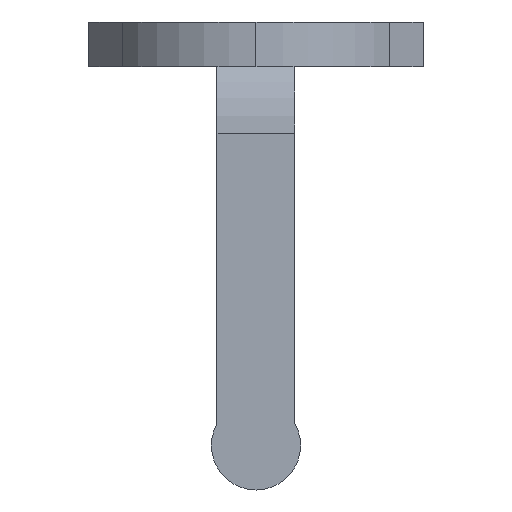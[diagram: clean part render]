
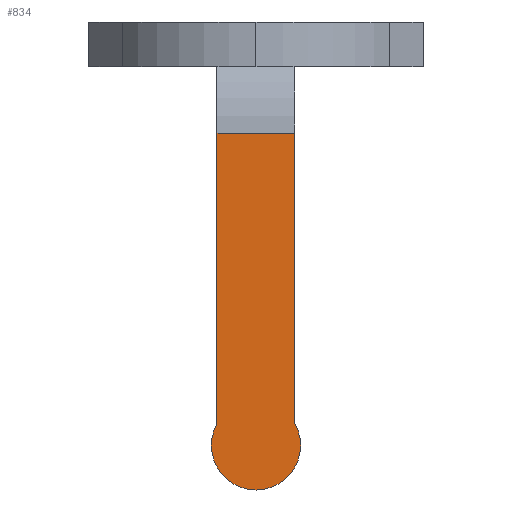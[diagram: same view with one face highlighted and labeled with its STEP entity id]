
A CAD part, left-side view. The second image highlights one B-rep face of the part: STEP entity #834.
In plain terms, the highlighted planar face has unit normal (-1, 0, 0).
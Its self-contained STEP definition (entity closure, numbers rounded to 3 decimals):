
#72 = CARTESIAN_POINT ( 'NONE',  ( -35., 1.75, 2. ) ) ;
#80 = EDGE_CURVE ( 'NONE', #1048, #741, #495, .T. ) ;
#98 = CARTESIAN_POINT ( 'NONE',  ( -35., -1.75, -3. ) ) ;
#100 = ORIENTED_EDGE ( 'NONE', *, *, #198, .T. ) ;
#150 = LINE ( 'NONE', #977, #484 ) ;
#154 = DIRECTION ( 'NONE',  ( 1., 0., 0. ) ) ;
#198 = EDGE_CURVE ( 'NONE', #741, #263, #739, .T. ) ;
#239 = DIRECTION ( 'NONE',  ( 0., 0., -1. ) ) ;
#251 = DIRECTION ( 'NONE',  ( 0., 0., 1. ) ) ;
#263 = VERTEX_POINT ( 'NONE', #416 ) ;
#298 = AXIS2_PLACEMENT_3D ( 'NONE', #770, #332, #251 ) ;
#301 = FACE_OUTER_BOUND ( 'NONE', #1107, .T. ) ;
#321 = ORIENTED_EDGE ( 'NONE', *, *, #80, .T. ) ;
#325 = CARTESIAN_POINT ( 'NONE',  ( -35., 1.75, -3. ) ) ;
#332 = DIRECTION ( 'NONE',  ( -1., 0., 0. ) ) ;
#416 = CARTESIAN_POINT ( 'NONE',  ( -35., 1.75, -16.032 ) ) ;
#428 = DIRECTION ( 'NONE',  ( 0., 0., -1. ) ) ;
#443 = ORIENTED_EDGE ( 'NONE', *, *, #470, .T. ) ;
#470 = EDGE_CURVE ( 'NONE', #1097, #1048, #150, .T. ) ;
#475 = CARTESIAN_POINT ( 'NONE',  ( -35., -1.75, -16.032 ) ) ;
#484 = VECTOR ( 'NONE', #1061, 1000. ) ;
#495 = LINE ( 'NONE', #652, #1115 ) ;
#497 = DIRECTION ( 'NONE',  ( 0., 1., 0. ) ) ;
#555 = VECTOR ( 'NONE', #239, 1000. ) ;
#652 = CARTESIAN_POINT ( 'NONE',  ( -35., 1.75, -3. ) ) ;
#668 = AXIS2_PLACEMENT_3D ( 'NONE', #677, #154, #428 ) ;
#677 = CARTESIAN_POINT ( 'NONE',  ( -35., 1.75, 2. ) ) ;
#739 = LINE ( 'NONE', #72, #555 ) ;
#741 = VERTEX_POINT ( 'NONE', #325 ) ;
#761 = PLANE ( 'NONE',  #668 ) ;
#770 = CARTESIAN_POINT ( 'NONE',  ( -35., 0., -17. ) ) ;
#834 = ADVANCED_FACE ( 'NONE', ( #301 ), #761, .F. ) ;
#836 = ORIENTED_EDGE ( 'NONE', *, *, #898, .T. ) ;
#898 = EDGE_CURVE ( 'NONE', #263, #1097, #995, .T. ) ;
#977 = CARTESIAN_POINT ( 'NONE',  ( -35., -1.75, 2. ) ) ;
#995 = CIRCLE ( 'NONE', #298, 2. ) ;
#1048 = VERTEX_POINT ( 'NONE', #98 ) ;
#1061 = DIRECTION ( 'NONE',  ( 0., 0., 1. ) ) ;
#1097 = VERTEX_POINT ( 'NONE', #475 ) ;
#1107 = EDGE_LOOP ( 'NONE', ( #443, #321, #100, #836 ) ) ;
#1115 = VECTOR ( 'NONE', #497, 1000. ) ;
